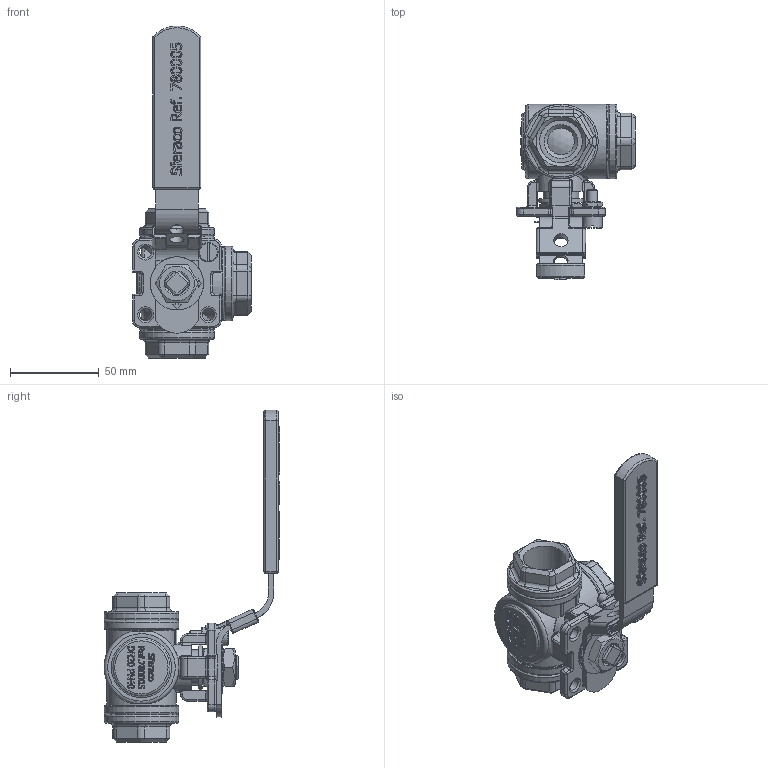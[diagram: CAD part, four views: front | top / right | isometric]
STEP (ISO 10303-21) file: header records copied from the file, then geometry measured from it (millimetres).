
FILE_DESCRIPTION(/* description */ ('780005'),/* implementation_level */ '2;1');
FILE_NAME(/* name */ '780005.stp',/* time_stamp */ '2015-07-20T14:44:59+02:00',/* author */ ('jmorand'),/* organization */ ('Sferaco'),/* preprocessor_version */ 'ST-DEVELOPER v16.1',/* originating_system */ 'Autodesk Inventor 2016',/* authorisation */ '');
FILE_SCHEMA (('AUTOMOTIVE_DESIGN { 1 0 10303 214 3 1 1 }'));
Length unit declared in the file: millimetre
Products named in the file (1): 780005_bd
Bounding box: 67 x 99 x 187 mm (x, y, z)
Volume: 151263.9 mm3; surface area: 48122.6 mm2
Topology: 1 solids, 8 shells, 1413 faces, 3647 edges, 2289 vertices
Faces by surface type: plane 542, bspline 427, cylinder 264, torus 105, cone 40, sphere 35
Full cylindrical faces by diameter (mm): 6 x2, 7 x4, 8 x2, 11 x1, 14 x2, 15 x6, 20 x1, 24.117 x3, 28 x2, 30 x1, 33.376 x3, 39 x1, 42 x6
Entity records: 50567 total; most frequent: CARTESIAN_POINT 17967, ORIENTED_EDGE 7068, DIRECTION 5260, EDGE_CURVE 3534, VERTEX_POINT 2258, LINE 1810, VECTOR 1810, AXIS2_PLACEMENT_3D 1725
